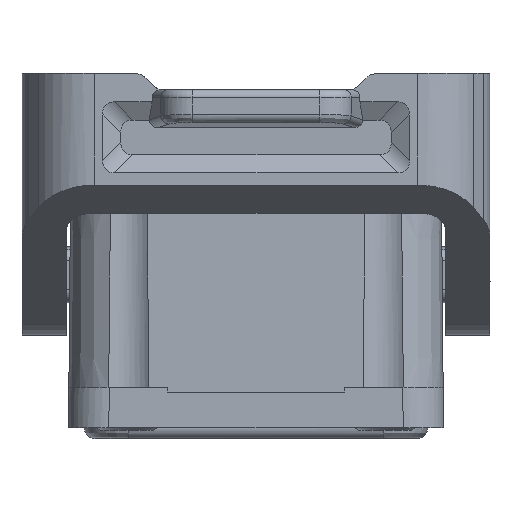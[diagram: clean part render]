
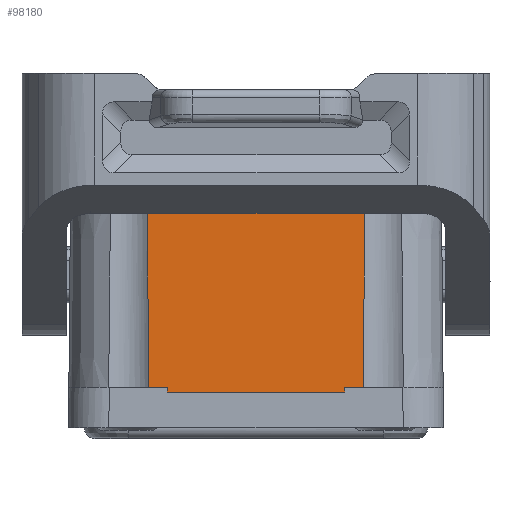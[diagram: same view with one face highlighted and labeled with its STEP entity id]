
A CAD part, left-side view. The second image highlights one B-rep face of the part: STEP entity #98180.
In plain terms, the highlighted face is planar.
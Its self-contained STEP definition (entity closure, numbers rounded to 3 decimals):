
#85210=CARTESIAN_POINT('',(32.459,0.,11.));
#85220=DIRECTION('',(0.009,-1.,
0.));
#85230=VECTOR('',#85220,1.);
#85240=LINE('',#85210,#85230);
#85250=CARTESIAN_POINT('',(32.445,1.6,11.));
#85260=VERTEX_POINT('',#85250);
#85270=CARTESIAN_POINT('',(32.451,1.,11.));
#85280=VERTEX_POINT('',#85270);
#85290=EDGE_CURVE('',#85260,#85280,#85240,.T.);
#96700=CARTESIAN_POINT('',(35.503,23.6,-16.));
#96710=DIRECTION('',(0.,1.,0.));
#96720=DIRECTION('',(1.,0.,0.));
#96730=AXIS2_PLACEMENT_3D('',#96700,#96710,#96720);
#96740=CYLINDRICAL_SURFACE('',#96730,4.1);
#96820=CARTESIAN_POINT('',(32.445,1.6,-13.269));
#96830=VERTEX_POINT('',#96820);
#96860=CARTESIAN_POINT('',(32.253,23.6,
0.));
#96870=DIRECTION('',(1.,0.009,
0.));
#96880=DIRECTION('',(0.,0.,-1.));
#96890=AXIS2_PLACEMENT_3D('',#96860,#96870,#96880);
#96900=PLANE('',#96890);
#96910=CARTESIAN_POINT('',(32.253,23.6,
-13.501));
#96920=CARTESIAN_POINT('',(32.261,22.684,
-13.49));
#96930=CARTESIAN_POINT('',(32.269,21.767,
-13.48));
#96940=CARTESIAN_POINT('',(32.277,20.85,
-13.47));
#96950=CARTESIAN_POINT('',(32.285,19.934,
-13.459));
#96960=CARTESIAN_POINT('',(32.293,19.017,
-13.449));
#96970=CARTESIAN_POINT('',(32.301,18.1,
-13.439));
#96980=CARTESIAN_POINT('',(32.317,16.267,
-13.419));
#96990=CARTESIAN_POINT('',(32.333,14.434,
-13.4));
#97000=CARTESIAN_POINT('',(32.349,12.6,
-13.38));
#97010=CARTESIAN_POINT('',(32.365,10.767,
-13.361));
#97020=CARTESIAN_POINT('',(32.381,8.934,
-13.342));
#97030=CARTESIAN_POINT('',(32.397,7.1,
-13.324));
#97040=CARTESIAN_POINT('',(32.413,5.267,
-13.305));
#97050=CARTESIAN_POINT('',(32.429,3.434,
-13.287));
#97060=CARTESIAN_POINT('',(32.445,1.6,
-13.269));
#97070=B_SPLINE_CURVE_WITH_KNOTS('',3,(#96910,#96920,#96930,#96940,
#96950,#96960,#96970,#96980,#96990,#97000,#97010,#97020,#97030,#97040,
#97050,#97060),.UNSPECIFIED.,.F.,.F.,(4,3,3,3,3,4),(0.,2.75,
5.501,11.001,16.502,22.002),
.UNSPECIFIED.);
#97080=SURFACE_CURVE('',#97070,(#96900,#96740),.CURVE_3D.);
#97090=CARTESIAN_POINT('',(32.253,23.6,-13.501));
#97100=VERTEX_POINT('',#97090);
#97110=EDGE_CURVE('',#97100,#96830,#97080,.T.);
#97540=CARTESIAN_POINT('',(35.503,23.6,16.));
#97550=DIRECTION('',(0.,1.,0.));
#97560=DIRECTION('',(1.,0.,0.));
#97570=AXIS2_PLACEMENT_3D('',#97540,#97550,#97560);
#97580=CYLINDRICAL_SURFACE('',#97570,4.1);
#97590=CARTESIAN_POINT('',(32.253,23.6,
13.501));
#97600=CARTESIAN_POINT('',(32.269,21.767,
13.48));
#97610=CARTESIAN_POINT('',(32.285,19.934,
13.459));
#97620=CARTESIAN_POINT('',(32.301,18.1,
13.439));
#97630=CARTESIAN_POINT('',(32.317,16.267,
13.419));
#97640=CARTESIAN_POINT('',(32.333,14.434,
13.4));
#97650=CARTESIAN_POINT('',(32.349,12.6,
13.38));
#97660=CARTESIAN_POINT('',(32.365,10.767,
13.361));
#97670=CARTESIAN_POINT('',(32.381,8.934,
13.342));
#97680=CARTESIAN_POINT('',(32.397,7.1,
13.324));
#97690=CARTESIAN_POINT('',(32.413,5.267,
13.305));
#97700=CARTESIAN_POINT('',(32.429,3.434,
13.287));
#97710=CARTESIAN_POINT('',(32.445,1.6,
13.269));
#97720=B_SPLINE_CURVE_WITH_KNOTS('',3,(#97590,#97600,#97610,#97620,
#97630,#97640,#97650,#97660,#97670,#97680,#97690,#97700,#97710),
.UNSPECIFIED.,.F.,.F.,(4,3,3,3,4),(0.,5.501,11.001,
16.502,22.002),.UNSPECIFIED.);
#97730=SURFACE_CURVE('',#97720,(#97580,#96900),.CURVE_3D.);
#97740=CARTESIAN_POINT('',(32.253,23.6,13.501))
;
#97750=VERTEX_POINT('',#97740);
#97760=CARTESIAN_POINT('',(32.445,1.6,13.269));
#97770=VERTEX_POINT('',#97760);
#97780=EDGE_CURVE('',#97750,#97770,#97730,.T.);
#97790=ORIENTED_EDGE('',*,*,#97780,.T.);
#97800=CARTESIAN_POINT('',(32.253,23.6,0.));
#97810=DIRECTION('',(0.,0.,1.));
#97820=VECTOR('',#97810,1.);
#97830=LINE('',#97800,#97820);
#97840=EDGE_CURVE('',#97100,#97750,#97830,.T.);
#97850=ORIENTED_EDGE('',*,*,#97840,.T.);
#97860=ORIENTED_EDGE('',*,*,#97110,.F.);
#97870=CARTESIAN_POINT('',(32.445,1.6,0.));
#97880=DIRECTION('',(0.,0.,-1.));
#97890=VECTOR('',#97880,1.);
#97900=LINE('',#97870,#97890);
#97910=CARTESIAN_POINT('',(32.445,1.6,-11.));
#97920=VERTEX_POINT('',#97910);
#97930=EDGE_CURVE('',#97920,#96830,#97900,.T.);
#97940=ORIENTED_EDGE('',*,*,#97930,.T.);
#97950=CARTESIAN_POINT('',(32.459,0.,-11.));
#97960=DIRECTION('',(0.009,-1.,
0.));
#97970=VECTOR('',#97960,1.);
#97980=LINE('',#97950,#97970);
#97990=CARTESIAN_POINT('',(32.451,1.,-11.));
#98000=VERTEX_POINT('',#97990);
#98010=EDGE_CURVE('',#97920,#98000,#97980,.T.);
#98020=ORIENTED_EDGE('',*,*,#98010,.F.);
#98030=CARTESIAN_POINT('',(32.451,1.,0.));
#98040=DIRECTION('',(0.,0.,1.));
#98050=VECTOR('',#98040,1.);
#98060=LINE('',#98030,#98050);
#98070=EDGE_CURVE('',#98000,#85280,#98060,.T.);
#98080=ORIENTED_EDGE('',*,*,#98070,.F.);
#98090=ORIENTED_EDGE('',*,*,#85290,.T.);
#98100=CARTESIAN_POINT('',(32.445,1.6,0.));
#98110=DIRECTION('',(0.,0.,1.));
#98120=VECTOR('',#98110,1.);
#98130=LINE('',#98100,#98120);
#98140=EDGE_CURVE('',#85260,#97770,#98130,.T.);
#98150=ORIENTED_EDGE('',*,*,#98140,.F.);
#98160=EDGE_LOOP('',(#98150,#98090,#98080,#98020,#97940,#97860,#97850,
#97790));
#98170=FACE_OUTER_BOUND('',#98160,.T.);
#98180=ADVANCED_FACE('',(#98170),#96900,.T.);
